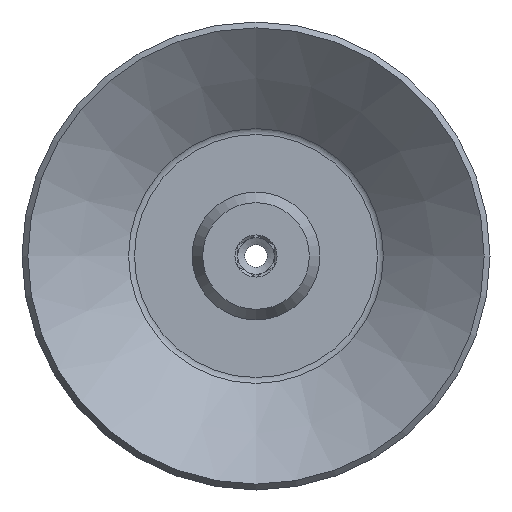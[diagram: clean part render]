
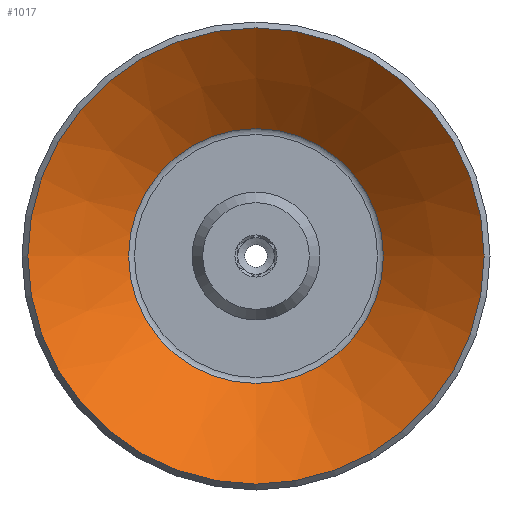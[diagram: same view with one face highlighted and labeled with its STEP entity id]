
A CAD part, front view. The second image highlights one B-rep face of the part: STEP entity #1017.
In plain terms, the highlighted conical face has half-angle 50 degrees and reference radius 13.957 mm.
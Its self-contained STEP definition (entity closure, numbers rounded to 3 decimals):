
#135=CIRCLE('',#1096,13.957);
#136=CIRCLE('',#1098,25.);
#200=ORIENTED_EDGE('',*,*,#359,.T.);
#201=ORIENTED_EDGE('',*,*,#358,.F.);
#358=EDGE_CURVE('',#433,#433,#135,.T.);
#359=EDGE_CURVE('',#434,#434,#136,.T.);
#433=VERTEX_POINT('',#1493);
#434=VERTEX_POINT('',#1496);
#502=EDGE_LOOP('',(#200));
#503=EDGE_LOOP('',(#201));
#574=FACE_BOUND('',#502,.T.);
#575=FACE_BOUND('',#503,.T.);
#634=CONICAL_SURFACE('',#1097,13.957,0.873);
#1017=ADVANCED_FACE('',(#574,#575),#634,.F.);
#1096=AXIS2_PLACEMENT_3D('',#1492,#1227,#1228);
#1097=AXIS2_PLACEMENT_3D('',#1494,#1229,#1230);
#1098=AXIS2_PLACEMENT_3D('',#1495,#1231,#1232);
#1227=DIRECTION('',(0.,-1.,0.));
#1228=DIRECTION('',(0.,0.,-1.));
#1229=DIRECTION('',(0.,-1.,0.));
#1230=DIRECTION('',(0.,0.,-1.));
#1231=DIRECTION('',(0.,-1.,0.));
#1232=DIRECTION('',(0.,0.,-1.));
#1492=CARTESIAN_POINT('',(0.,9.266,0.));
#1493=CARTESIAN_POINT('',(0.,9.266,-13.957));
#1494=CARTESIAN_POINT('',(0.,9.266,0.));
#1495=CARTESIAN_POINT('',(0.,0.,0.));
#1496=CARTESIAN_POINT('',(0.,0.,-25.));
